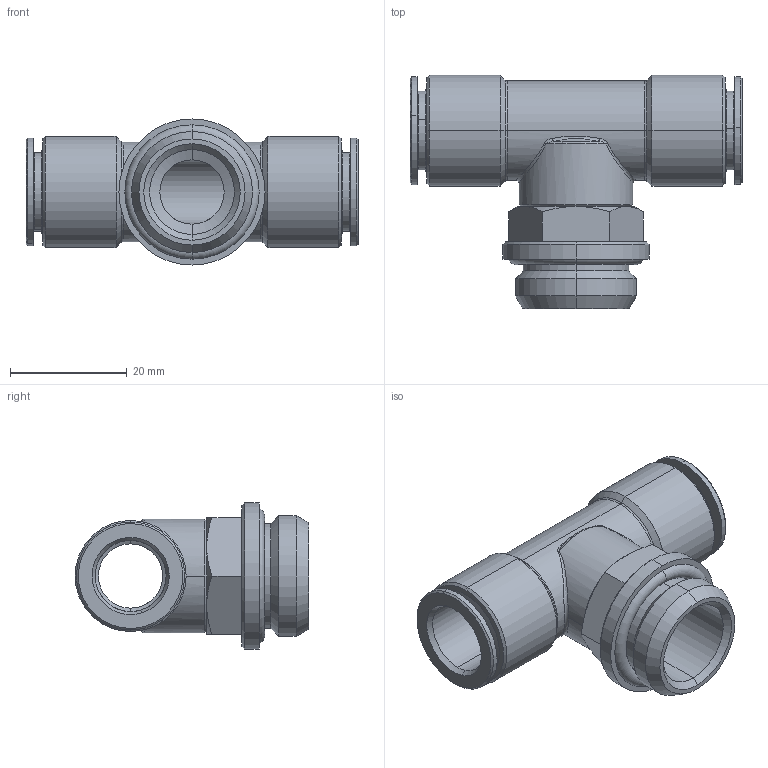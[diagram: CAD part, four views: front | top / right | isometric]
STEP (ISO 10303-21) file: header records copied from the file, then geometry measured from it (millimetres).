
FILE_DESCRIPTION (( 'STEP AP203' ), '1' );
FILE_NAME ('A0110064.STEP', '2009-03-11T07:02:43', ( 'UT1' ), ( 'sopra-pneumatic' ), 'SwSTEP 2.0', 'SolidWorks 2009', '' );
FILE_SCHEMA (( 'CONFIG_CONTROL_DESIGN' ));
Length unit declared in the file: millimetre
Products named in the file (1): A0110064
Bounding box: 56.8 x 40 x 25 mm (x, y, z)
Volume: 12392.1 mm3; surface area: 8999.1 mm2
Topology: 1 solids, 1 shells, 114 faces, 248 edges, 144 vertices
Faces by surface type: cone 48, cylinder 33, plane 17, torus 8, bspline 8
Entity records: 3791 total; most frequent: CARTESIAN_POINT 1229, DIRECTION 556, ORIENTED_EDGE 496, EDGE_CURVE 248, AXIS2_PLACEMENT_3D 235, VERTEX_POINT 144, CIRCLE 128, EDGE_LOOP 126
